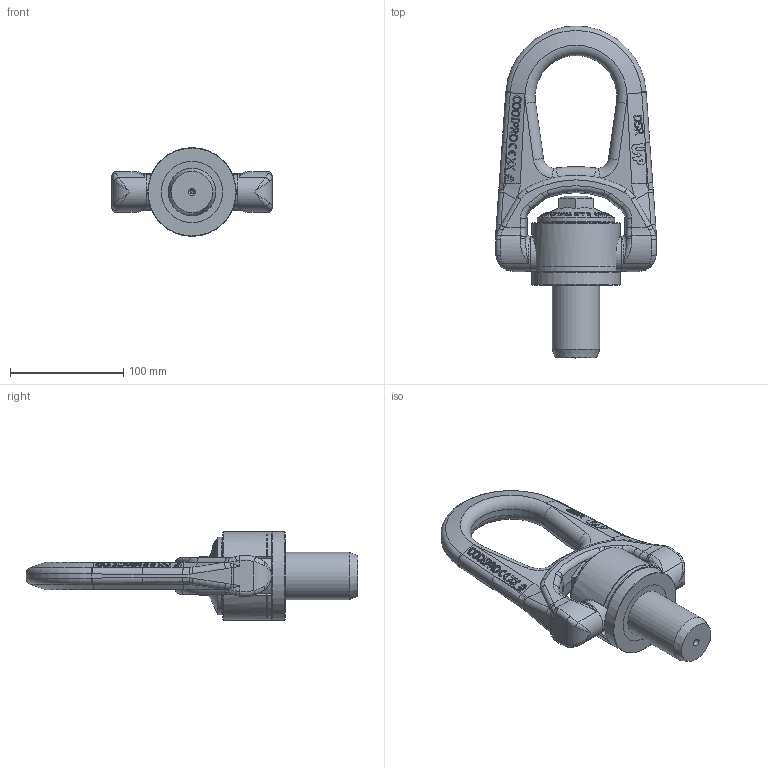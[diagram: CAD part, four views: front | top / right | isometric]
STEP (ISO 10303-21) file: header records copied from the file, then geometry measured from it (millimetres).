
FILE_DESCRIPTION(/* description */ (''),/* implementation_level */ '2;1');
FILE_NAME(/* name */ 'DSR M42 UP.stp',/* time_stamp */ '2017-09-06T13:39:53+02:00',/* author */ ('rklenes'),/* organization */ (''),/* preprocessor_version */ 'ST-DEVELOPER v16.5',/* originating_system */ 'Autodesk Inventor 2017',/* authorisation */ '');
FILE_SCHEMA (('AUTOMOTIVE_DESIGN { 1 0 10303 214 3 1 1 }'));
Length unit declared in the file: millimetre
Products named in the file (5): DSR M42; DRB_B3B; DRM_AF4B; DRE_D4M42A_UP; DRA_M42X120_UP
Assembly tree (4 placements, depth 2):
  DSR M42
    DRB_B3B
    DRM_AF4B
    DRE_D4M42A_UP
    DRA_M42X120_UP
Bounding box: 141.43 x 292.7 x 78 mm (x, y, z)
Volume: 724654.3 mm3; surface area: 125707 mm2
Topology: 4 solids, 4 shells, 826 faces, 2132 edges, 1357 vertices
Faces by surface type: plane 386, bspline 243, cylinder 89, cone 65, torus 42, sphere 1
Full cylindrical faces by diameter (mm): 3.15 x1, 30.8 x2, 42 x4, 42.2 x1, 45.6 x2, 46 x2, 62 x1, 68 x1, 78 x2
Entity records: 29584 total; most frequent: CARTESIAN_POINT 11132, ORIENTED_EDGE 4160, DIRECTION 3144, EDGE_CURVE 2080, VERTEX_POINT 1351, AXIS2_PLACEMENT_3D 1062, LINE 1020, VECTOR 1020
